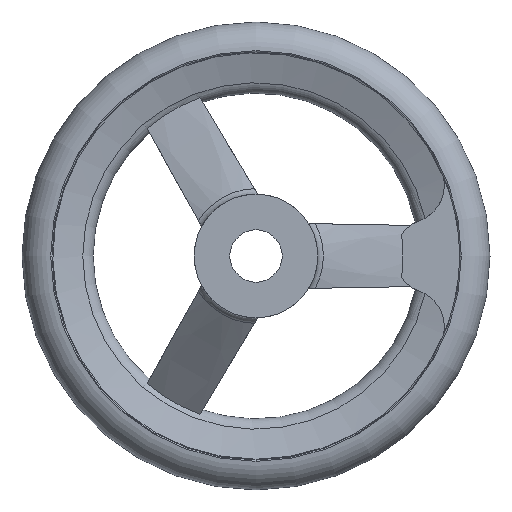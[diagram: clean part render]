
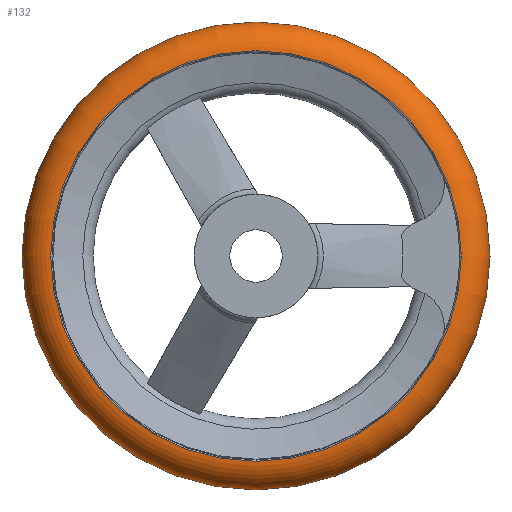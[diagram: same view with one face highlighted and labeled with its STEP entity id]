
A CAD part, front view. The second image highlights one B-rep face of the part: STEP entity #132.
In plain terms, the highlighted toroidal (fillet/blend) face has major radius 54.5 mm and minor radius 8 mm.
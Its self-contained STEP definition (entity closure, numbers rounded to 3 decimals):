
#132 = ADVANCED_FACE( '', ( #286, #287, #288 ), #289, .T. );
#286 = FACE_BOUND( '', #462, .T. );
#287 = FACE_OUTER_BOUND( '', #463, .T. );
#288 = FACE_OUTER_BOUND( '', #464, .T. );
#289 = TOROIDAL_SURFACE( '', #465, 54.5, 8. );
#462 = VERTEX_LOOP( '', #834 );
#463 = EDGE_LOOP( '', ( #835 ) );
#464 = EDGE_LOOP( '', ( #836 ) );
#465 = AXIS2_PLACEMENT_3D( '', #837, #838, #839 );
#834 = VERTEX_POINT( '', #1155 );
#835 = ORIENTED_EDGE( '', *, *, #1126, .T. );
#836 = ORIENTED_EDGE( '', *, *, #1054, .F. );
#837 = CARTESIAN_POINT( '', ( 0., 28., 0. ) );
#838 = DIRECTION( '', ( 0., -1., 0. ) );
#839 = DIRECTION( '', ( 0., 0., -1. ) );
#1054 = EDGE_CURVE( '', #1258, #1258, #1259, .T. );
#1126 = EDGE_CURVE( '', #1374, #1374, #1375, .T. );
#1155 = CARTESIAN_POINT( '', ( 0., 28., -62.5 ) );
#1258 = VERTEX_POINT( '', #1664 );
#1259 = CIRCLE( '', #1665, 54.833 );
#1374 = VERTEX_POINT( '', #2011 );
#1375 = CIRCLE( '', #2012, 54.833 );
#1664 = CARTESIAN_POINT( '', ( 0., 20.007, -54.833 ) );
#1665 = AXIS2_PLACEMENT_3D( '', #2258, #2259, #2260 );
#2011 = CARTESIAN_POINT( '', ( 0., 35.993, -54.833 ) );
#2012 = AXIS2_PLACEMENT_3D( '', #2341, #2342, #2343 );
#2258 = CARTESIAN_POINT( '', ( 0., 20.007, 0. ) );
#2259 = DIRECTION( '', ( 0., -1., 0. ) );
#2260 = DIRECTION( '', ( 0., 0., -1. ) );
#2341 = CARTESIAN_POINT( '', ( 0., 35.993, 0. ) );
#2342 = DIRECTION( '', ( 0., -1., 0. ) );
#2343 = DIRECTION( '', ( 0., 0., -1. ) );
